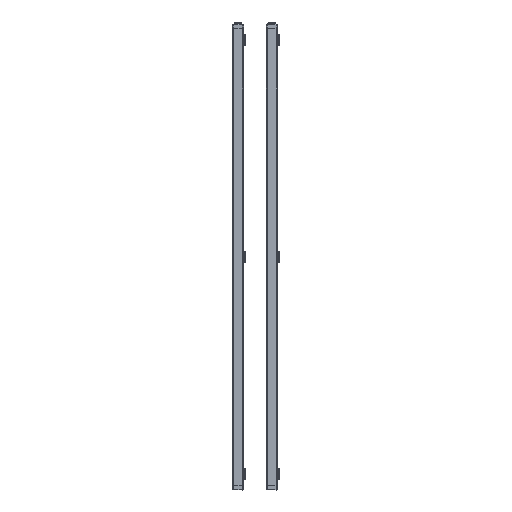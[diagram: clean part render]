
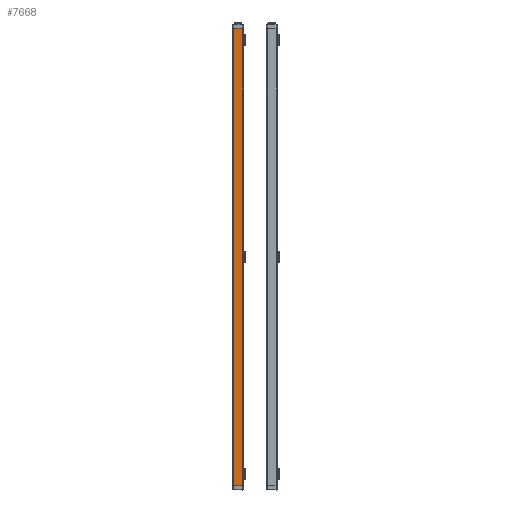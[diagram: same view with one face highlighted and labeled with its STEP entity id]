
A CAD part, top view. The second image highlights one B-rep face of the part: STEP entity #7668.
In plain terms, the highlighted planar face has unit normal (0, 0, 1).
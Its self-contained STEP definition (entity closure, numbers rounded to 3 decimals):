
#7668=ADVANCED_FACE('',(#22340),#22341,.T.);
#22340=FACE_OUTER_BOUND('',#57365,.T.);
#22341=PLANE('',#57366);
#57365=EDGE_LOOP('',(#111125,#111126,#111127,#111128));
#57366=AXIS2_PLACEMENT_3D('',#111129,#111130,#111131);
#111125=ORIENTED_EDGE('',*,*,#134761,.T.);
#111126=ORIENTED_EDGE('',*,*,#134762,.F.);
#111127=ORIENTED_EDGE('',*,*,#134758,.T.);
#111128=ORIENTED_EDGE('',*,*,#134477,.F.);
#111129=CARTESIAN_POINT('',(-294.266,59.054,-307.536));
#111130=DIRECTION('',(0.,0.,1.0));
#111131=DIRECTION('',(0.0,-1.0,0.));
#134477=EDGE_CURVE('',#163682,#163684,#163685,.T.);
#134758=EDGE_CURVE('',#164202,#163684,#164203,.T.);
#134761=EDGE_CURVE('',#163682,#164207,#164208,.T.);
#134762=EDGE_CURVE('',#164202,#164207,#164209,.T.);
#163682=VERTEX_POINT('',#216973);
#163684=VERTEX_POINT('',#216976);
#163685=LINE('',#216977,#216978);
#164202=VERTEX_POINT('',#217647);
#164203=LINE('',#217648,#217649);
#164207=VERTEX_POINT('',#217655);
#164208=LINE('',#217656,#217657);
#164209=LINE('',#217658,#217659);
#216973=CARTESIAN_POINT('',(-256.666,-1590.946,-307.536));
#216976=CARTESIAN_POINT('',(-294.266,-1590.946,-307.536));
#216977=CARTESIAN_POINT('',(-256.666,-1590.946,-307.536));
#216978=VECTOR('',#250423,37.6);
#217647=CARTESIAN_POINT('',(-294.266,407.554,-307.536));
#217648=CARTESIAN_POINT('',(-294.266,59.054,-307.536));
#217649=VECTOR('',#250960,1998.5);
#217655=CARTESIAN_POINT('',(-256.666,407.554,-307.536));
#217656=CARTESIAN_POINT('',(-256.666,59.054,-307.536));
#217657=VECTOR('',#250963,1998.5);
#217658=CARTESIAN_POINT('',(-294.266,407.554,-307.536));
#217659=VECTOR('',#250964,37.6);
#250423=DIRECTION('',(-1.0,0.,0.));
#250960=DIRECTION('',(0.,-1.0,0.0));
#250963=DIRECTION('',(0.,1.0,0.));
#250964=DIRECTION('',(1.0,0.,0.));
